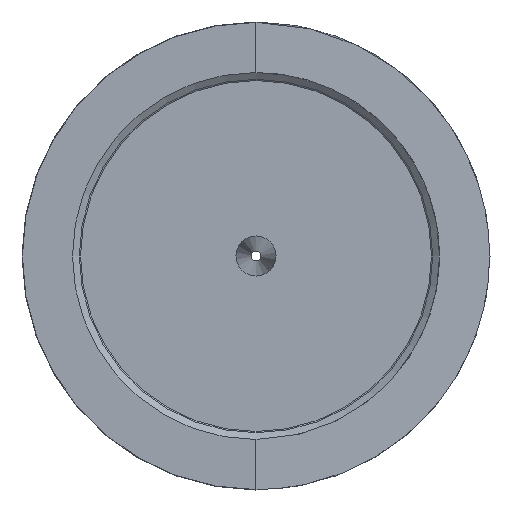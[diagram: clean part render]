
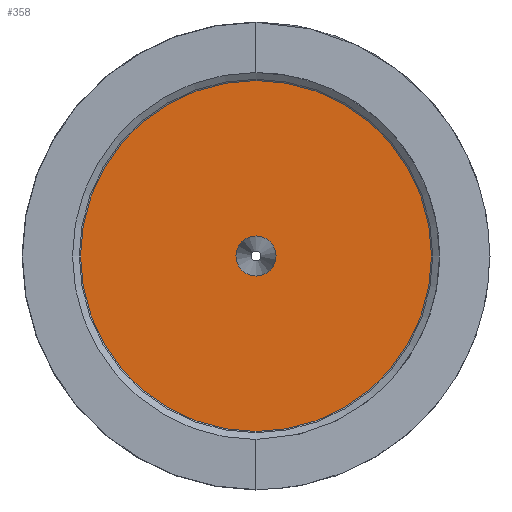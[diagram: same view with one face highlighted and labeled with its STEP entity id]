
A CAD part, left-side view. The second image highlights one B-rep face of the part: STEP entity #358.
In plain terms, the highlighted planar face has unit normal (-1, 0, 0).
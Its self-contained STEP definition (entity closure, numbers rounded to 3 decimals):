
#15=FACE_BOUND('',#100,.T.);
#34=CIRCLE('',#397,0.02);
#35=CIRCLE('',#398,0.02);
#55=CIRCLE('',#426,0.183);
#80=FACE_OUTER_BOUND('',#99,.T.);
#99=EDGE_LOOP('',(#315));
#100=EDGE_LOOP('',(#316,#317));
#151=VERTEX_POINT('',#599);
#152=VERTEX_POINT('',#600);
#172=VERTEX_POINT('',#657);
#193=EDGE_CURVE('',#151,#152,#34,.T.);
#194=EDGE_CURVE('',#152,#151,#35,.T.);
#223=EDGE_CURVE('',#172,#172,#55,.T.);
#315=ORIENTED_EDGE('',*,*,#223,.T.);
#316=ORIENTED_EDGE('',*,*,#193,.T.);
#317=ORIENTED_EDGE('',*,*,#194,.T.);
#341=PLANE('',#428);
#358=ADVANCED_FACE('',(#80,#15),#341,.T.);
#397=AXIS2_PLACEMENT_3D('',#601,#473,#474);
#398=AXIS2_PLACEMENT_3D('',#602,#475,#476);
#426=AXIS2_PLACEMENT_3D('',#659,#540,#541);
#428=AXIS2_PLACEMENT_3D('',#661,#544,#545);
#473=DIRECTION('center_axis',(1.,0.,0.));
#474=DIRECTION('ref_axis',(0.,0.,1.));
#475=DIRECTION('center_axis',(1.,0.,0.));
#476=DIRECTION('ref_axis',(0.,0.,1.));
#540=DIRECTION('center_axis',(-1.,0.,0.));
#541=DIRECTION('ref_axis',(0.,0.,
1.));
#544=DIRECTION('center_axis',(-1.,0.,0.));
#545=DIRECTION('ref_axis',(0.,0.,1.));
#599=CARTESIAN_POINT('',(0.,0.,0.02));
#600=CARTESIAN_POINT('',(0.,0.,-0.02));
#601=CARTESIAN_POINT('Origin',(0.,0.,
0.));
#602=CARTESIAN_POINT('Origin',(0.,0.,
0.));
#657=CARTESIAN_POINT('',(0.,0.,-0.183));
#659=CARTESIAN_POINT('Origin',(0.,0.,
0.));
#661=CARTESIAN_POINT('Origin',(0.,0.,
0.));
